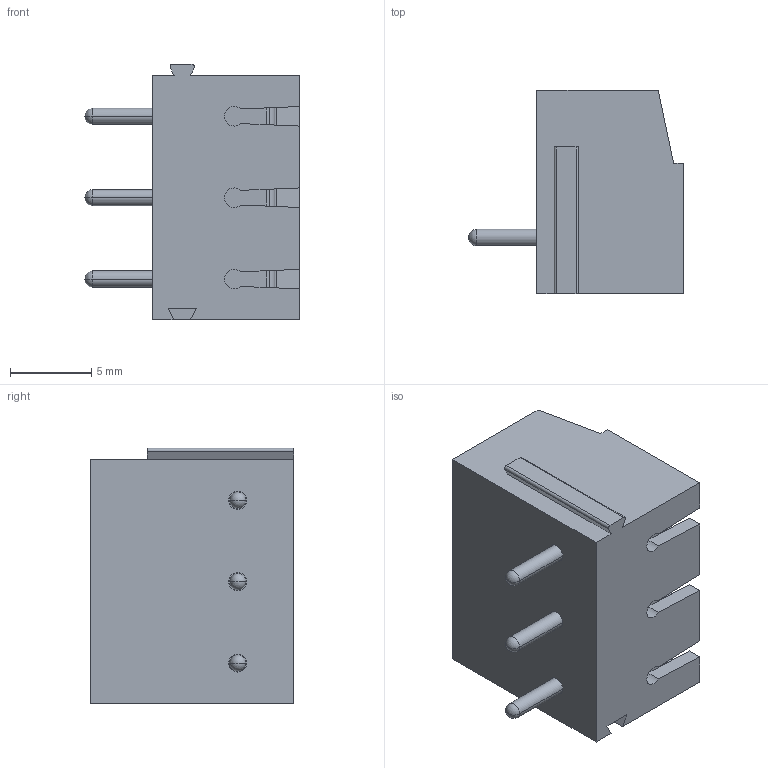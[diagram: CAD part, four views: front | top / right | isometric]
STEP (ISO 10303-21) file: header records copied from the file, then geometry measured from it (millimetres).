
FILE_DESCRIPTION( ('This file contains a STEP AP42 implementation' ,'as created by ZW3D STEP Interface translator.') ,'2;1' );
FILE_NAME( 'WJ300R-5.0-03P-00A.stp' ,'25 6 4.153932', (''), ('ZWCAD Software Co.'), 'Version 1.0', 'ZW3D to STEP translator', '' );
FILE_SCHEMA(('AUTOMOTIVE_DESIGN { 1 0 10303 214 1 1 1 1 }'));
Length unit declared in the file: millimetre
Products named in the file (2): 0; WJ300R-5.0-03P-01A
Bounding box: 13.2 x 12.5 x 15.7 mm (x, y, z)
Volume: 1353.7 mm3; surface area: 1468.9 mm2
Topology: 1 solids, 1 shells, 198 faces, 507 edges, 323 vertices
Faces by surface type: plane 112, cylinder 62, cone 12, torus 6, sphere 6
Entity records: 6247 total; most frequent: CARTESIAN_POINT 1137, DIRECTION 1035, ORIENTED_EDGE 1002, EDGE_CURVE 501, AXIS2_PLACEMENT_3D 347, VECTOR 341, LINE 341, VERTEX_POINT 323
